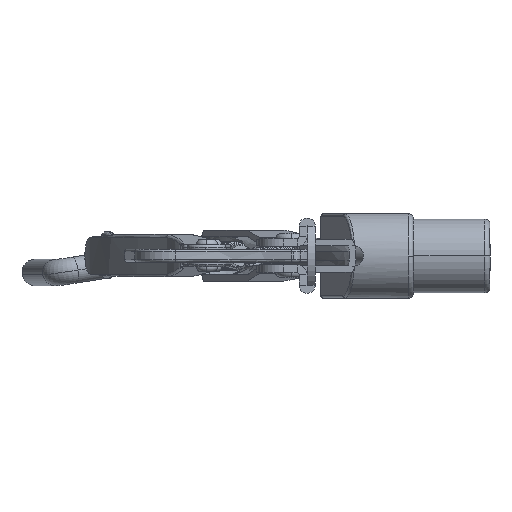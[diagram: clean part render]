
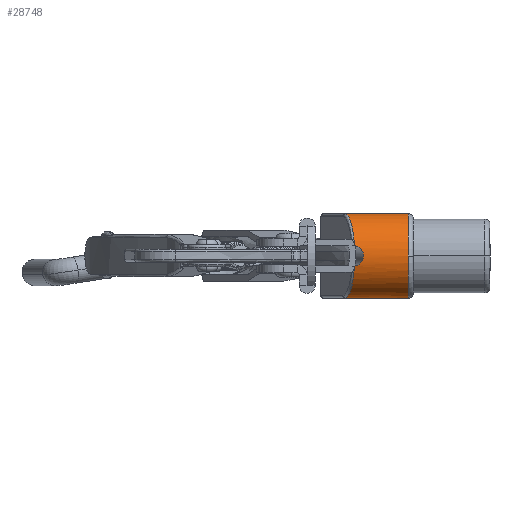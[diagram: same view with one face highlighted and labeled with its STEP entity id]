
A CAD part, left-side view. The second image highlights one B-rep face of the part: STEP entity #28748.
In plain terms, the highlighted cylindrical face has radius 16 mm (diameter 32 mm), a partial arc.
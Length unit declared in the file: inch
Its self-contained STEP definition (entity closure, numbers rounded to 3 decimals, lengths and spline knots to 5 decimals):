
#310 = CARTESIAN_POINT ( 'NONE',  ( -0.99059, 0.78968, 0.1087 ) ) ;
#480 = CARTESIAN_POINT ( 'NONE',  ( -0.98322, 0.84337, 0.14447 ) ) ;
#710 = CIRCLE ( 'NONE', #23351, 0.62992 ) ;
#755 = B_SPLINE_CURVE_WITH_KNOTS ( 'NONE', 3,
 ( #13387, #1799, #24489, #16300, #1987, #32117, #13039, #32309, #12843, #30126, #35552, #7956, #5245, #24142, #27418, #2513, #7422, #13577, #29599, #35209, #34840, #10320, #32490, #310, #6123, #5939, #19554, #33189, #480, #30294, #21941, #13920 ),
 .UNSPECIFIED., .F., .F.,
 ( 4, 2, 2, 2, 2, 2, 2, 2, 2, 2, 2, 2, 2, 2, 2, 4 ),
 ( -0.00565, -0.00494, -0.00423, -0.00282, -0.00211, -0.0014, -0.0007, 0.00001, 0.00072, 0.00142, 0.00213, 0.00284, 0.00355, 0.00425, 0.00496, 0.00567 ),
 .UNSPECIFIED. ) ;
#765 = CARTESIAN_POINT ( 'NONE',  ( -1., 0.07874, 0. ) ) ;
#1799 = CARTESIAN_POINT ( 'NONE',  ( -0.9813, 0.86992, -0.15237 ) ) ;
#1987 = CARTESIAN_POINT ( 'NONE',  ( -0.98433, 0.83491, -0.13972 ) ) ;
#2415 = CARTESIAN_POINT ( 'NONE',  ( -0.37008, 0.07874, 0.62992 ) ) ;
#2498 = EDGE_CURVE ( 'NONE', #31488, #11952, #30277, .T. ) ;
#2513 = CARTESIAN_POINT ( 'NONE',  ( -0.99999, 0.74337, 0.0098 ) ) ;
#3680 = DIRECTION ( 'NONE',  ( 0., 1., 0. ) ) ;
#3686 = DIRECTION ( 'NONE',  ( 0., -1., 0. ) ) ;
#5048 = DIRECTION ( 'NONE',  ( 0., 1., 0. ) ) ;
#5245 = CARTESIAN_POINT ( 'NONE',  ( -0.99899, 0.74794, -0.03683 ) ) ;
#5854 = EDGE_CURVE ( 'NONE', #28483, #11952, #12881, .T. ) ;
#5939 = CARTESIAN_POINT ( 'NONE',  ( -0.9872, 0.81098, 0.12648 ) ) ;
#6011 = EDGE_CURVE ( 'NONE', #31865, #21563, #24277, .T. ) ;
#6123 = CARTESIAN_POINT ( 'NONE',  ( -0.98944, 0.79643, 0.11499 ) ) ;
#7422 = CARTESIAN_POINT ( 'NONE',  ( -0.99978, 0.74428, 0.01906 ) ) ;
#7495 = ORIENTED_EDGE ( 'NONE', *, *, #22166, .F. ) ;
#7956 = CARTESIAN_POINT ( 'NONE',  ( -0.9984, 0.7506, -0.0457 ) ) ;
#8340 = CARTESIAN_POINT ( 'NONE',  ( -0.90682, 0.89603, 0.44575 ) ) ;
#8355 = FACE_OUTER_BOUND ( 'NONE', #13440, .T. ) ;
#9548 = VECTOR ( 'NONE', #3686, 39.37008 ) ;
#10320 = CARTESIAN_POINT ( 'NONE',  ( -0.99394, 0.77155, 0.0875 ) ) ;
#10381 = VERTEX_POINT ( 'NONE', #2415 ) ;
#11051 = CARTESIAN_POINT ( 'NONE',  ( -0.37008, 1.01936, 0.62992 ) ) ;
#11235 = CYLINDRICAL_SURFACE ( 'NONE', #14848, 0.62992 ) ;
#11660 = DIRECTION ( 'NONE',  ( 0., 1., 0. ) ) ;
#11751 = DIRECTION ( 'NONE',  ( 1., 0., 0. ) ) ;
#11952 = VERTEX_POINT ( 'NONE', #14190 ) ;
#12843 = CARTESIAN_POINT ( 'NONE',  ( -0.99403, 0.77171, -0.08686 ) ) ;
#12881 =( BOUNDED_CURVE ( )  B_SPLINE_CURVE ( 3, ( #16518, #16861, #16691, #22325 ),
 .UNSPECIFIED., .F., .T. ) 
 B_SPLINE_CURVE_WITH_KNOTS ( ( 4, 4 ),
 ( 0.24711, 1.5708 ),
 .UNSPECIFIED. ) 
 CURVE ( )  GEOMETRIC_REPRESENTATION_ITEM ( )  RATIONAL_B_SPLINE_CURVE ( ( 1., 0.859, 0.859, 1. ) ) 
 REPRESENTATION_ITEM ( '' )  );
#13039 = CARTESIAN_POINT ( 'NONE',  ( -0.98964, 0.79585, -0.11461 ) ) ;
#13387 = CARTESIAN_POINT ( 'NONE',  ( -0.98086, 0.87902, -0.15408 ) ) ;
#13437 = EDGE_CURVE ( 'NONE', #30198, #10381, #710, .T. ) ;
#13440 = EDGE_LOOP ( 'NONE', ( #7495, #17952, #33211, #31142, #29338, #35259, #35280 ) ) ;
#13577 = CARTESIAN_POINT ( 'NONE',  ( -0.99896, 0.74783, 0.03726 ) ) ;
#13920 = CARTESIAN_POINT ( 'NONE',  ( -0.98063, 0.87908, 0.155 ) ) ;
#14190 = CARTESIAN_POINT ( 'NONE',  ( -0.37008, 1.01936, -0.62992 ) ) ;
#14494 = CARTESIAN_POINT ( 'NONE',  ( -0.37008, 1.05989, 0. ) ) ;
#14762 = CARTESIAN_POINT ( 'NONE',  ( -0.37008, 0.07874, 0. ) ) ;
#14848 = AXIS2_PLACEMENT_3D ( 'NONE', #14494, #33584, #11751 ) ;
#15297 = AXIS2_PLACEMENT_3D ( 'NONE', #26211, #3680, #20361 ) ;
#16300 = CARTESIAN_POINT ( 'NONE',  ( -0.98343, 0.84333, -0.14356 ) ) ;
#16518 = CARTESIAN_POINT ( 'NONE',  ( -0.98086, 0.87902, -0.15408 ) ) ;
#16691 = CARTESIAN_POINT ( 'NONE',  ( -0.67045, 0.95034, -0.62992 ) ) ;
#16779 = VECTOR ( 'NONE', #5048, 39.37008 ) ;
#16861 = CARTESIAN_POINT ( 'NONE',  ( -0.90739, 0.8959, -0.44532 ) ) ;
#17065 = CIRCLE ( 'NONE', #15297, 0.62992 ) ;
#17952 = ORIENTED_EDGE ( 'NONE', *, *, #6011, .T. ) ;
#18832 = CARTESIAN_POINT ( 'NONE',  ( -0.37008, 0., -0.62992 ) ) ;
#19554 = CARTESIAN_POINT ( 'NONE',  ( -0.9861, 0.8188, 0.13167 ) ) ;
#20361 = DIRECTION ( 'NONE',  ( -1., 0., 0. ) ) ;
#21563 = VERTEX_POINT ( 'NONE', #27629 ) ;
#21941 = CARTESIAN_POINT ( 'NONE',  ( -0.98107, 0.86996, 0.15328 ) ) ;
#22138 = CARTESIAN_POINT ( 'NONE',  ( -0.67005, 0.95044, 0.62992 ) ) ;
#22166 = EDGE_CURVE ( 'NONE', #31865, #10381, #23119, .T. ) ;
#22325 = CARTESIAN_POINT ( 'NONE',  ( -0.37008, 1.01936, -0.62992 ) ) ;
#22756 = CARTESIAN_POINT ( 'NONE',  ( -0.37008, 1.05989, 0.62992 ) ) ;
#22762 = DIRECTION ( 'NONE',  ( -1., 0., 0. ) ) ;
#23119 = LINE ( 'NONE', #22756, #9548 ) ;
#23351 = AXIS2_PLACEMENT_3D ( 'NONE', #14762, #11660, #22762 ) ;
#24142 = CARTESIAN_POINT ( 'NONE',  ( -0.9998, 0.7443, -0.0184 ) ) ;
#24277 =( BOUNDED_CURVE ( )  B_SPLINE_CURVE ( 3, ( #11051, #22138, #8340, #34103 ),
 .UNSPECIFIED., .F., .T. ) 
 B_SPLINE_CURVE_WITH_KNOTS ( ( 4, 4 ),
 ( 4.71239, 6.03457 ),
 .UNSPECIFIED. ) 
 CURVE ( )  GEOMETRIC_REPRESENTATION_ITEM ( )  RATIONAL_B_SPLINE_CURVE ( ( 1., 0.86, 0.86, 1. ) ) 
 REPRESENTATION_ITEM ( '' )  );
#24489 = CARTESIAN_POINT ( 'NONE',  ( -0.98191, 0.86092, -0.14992 ) ) ;
#24970 = EDGE_CURVE ( 'NONE', #31488, #30198, #17065, .T. ) ;
#26211 = CARTESIAN_POINT ( 'NONE',  ( -0.37008, 0.07874, 0. ) ) ;
#26735 = CARTESIAN_POINT ( 'NONE',  ( -0.98086, 0.87902, -0.15408 ) ) ;
#27418 = CARTESIAN_POINT ( 'NONE',  ( -1.00001, 0.74337, -0.00903 ) ) ;
#27629 = CARTESIAN_POINT ( 'NONE',  ( -0.98063, 0.87908, 0.155 ) ) ;
#27936 = EDGE_CURVE ( 'NONE', #28483, #21563, #755, .T. ) ;
#28483 = VERTEX_POINT ( 'NONE', #26735 ) ;
#28748 = ADVANCED_FACE ( 'NONE', ( #8355 ), #11235, .T. ) ;
#29338 = ORIENTED_EDGE ( 'NONE', *, *, #2498, .F. ) ;
#29599 = CARTESIAN_POINT ( 'NONE',  ( -0.99836, 0.7505, 0.0463 ) ) ;
#30126 = CARTESIAN_POINT ( 'NONE',  ( -0.99603, 0.76173, -0.07107 ) ) ;
#30198 = VERTEX_POINT ( 'NONE', #765 ) ;
#30277 = LINE ( 'NONE', #18832, #16779 ) ;
#30294 = CARTESIAN_POINT ( 'NONE',  ( -0.98169, 0.86085, 0.15079 ) ) ;
#31142 = ORIENTED_EDGE ( 'NONE', *, *, #5854, .T. ) ;
#31488 = VERTEX_POINT ( 'NONE', #35840 ) ;
#31865 = VERTEX_POINT ( 'NONE', #33067 ) ;
#32117 = CARTESIAN_POINT ( 'NONE',  ( -0.98728, 0.81072, -0.1263 ) ) ;
#32309 = CARTESIAN_POINT ( 'NONE',  ( -0.99296, 0.77732, -0.09419 ) ) ;
#32490 = CARTESIAN_POINT ( 'NONE',  ( -0.99284, 0.77726, 0.09498 ) ) ;
#33067 = CARTESIAN_POINT ( 'NONE',  ( -0.37008, 1.01936, 0.62992 ) ) ;
#33189 = CARTESIAN_POINT ( 'NONE',  ( -0.98412, 0.83496, 0.14064 ) ) ;
#33211 = ORIENTED_EDGE ( 'NONE', *, *, #27936, .F. ) ;
#33584 = DIRECTION ( 'NONE',  ( 0., -1., 0. ) ) ;
#34103 = CARTESIAN_POINT ( 'NONE',  ( -0.98063, 0.87908, 0.155 ) ) ;
#34840 = CARTESIAN_POINT ( 'NONE',  ( -0.99594, 0.76168, 0.07184 ) ) ;
#35209 = CARTESIAN_POINT ( 'NONE',  ( -0.99684, 0.75745, 0.06361 ) ) ;
#35259 = ORIENTED_EDGE ( 'NONE', *, *, #24970, .T. ) ;
#35280 = ORIENTED_EDGE ( 'NONE', *, *, #13437, .T. ) ;
#35552 = CARTESIAN_POINT ( 'NONE',  ( -0.99692, 0.75749, -0.06281 ) ) ;
#35840 = CARTESIAN_POINT ( 'NONE',  ( -0.37008, 0.07874, -0.62992 ) ) ;
